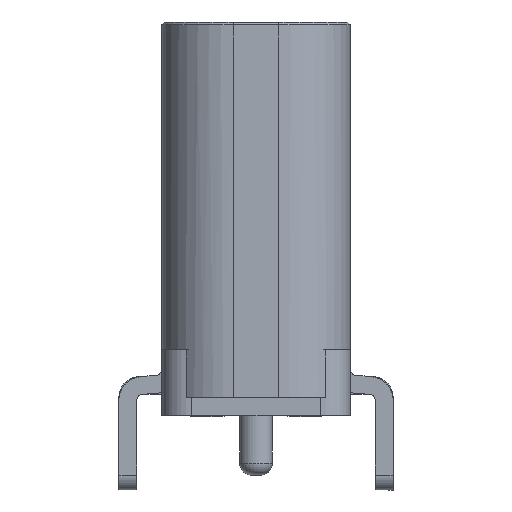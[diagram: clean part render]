
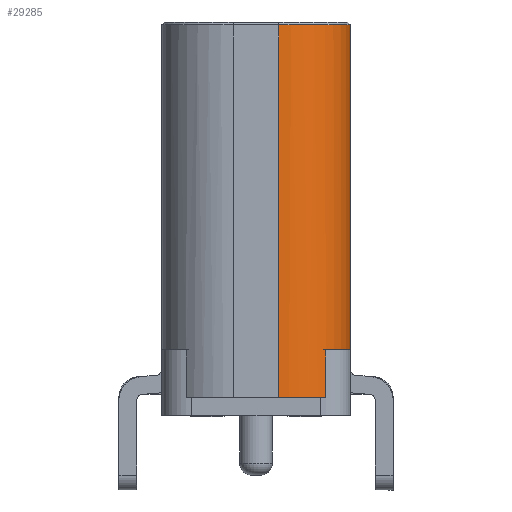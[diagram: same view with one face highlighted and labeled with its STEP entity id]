
A CAD part, left-side view. The second image highlights one B-rep face of the part: STEP entity #29285.
In plain terms, the highlighted cylindrical face has radius 1.2 mm (diameter 2.4 mm), a partial arc.
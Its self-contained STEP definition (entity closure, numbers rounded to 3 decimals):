
#309 = DIRECTION ( 'NONE',  ( 0., 0., 1. ) ) ;
#1205 = EDGE_LOOP ( 'NONE', ( #17883, #18771, #31306, #7044, #5945, #33231 ) ) ;
#1488 = AXIS2_PLACEMENT_3D ( 'NONE', #16400, #6580, #5954 ) ;
#1843 = EDGE_CURVE ( 'NONE', #34226, #7455, #23823, .T. ) ;
#2273 = DIRECTION ( 'NONE',  ( 0., 1., 0. ) ) ;
#2452 = CARTESIAN_POINT ( 'NONE',  ( -4.17, -1.174, -3.025 ) ) ;
#2850 = CARTESIAN_POINT ( 'NONE',  ( -3.27, -1.58, -2.225 ) ) ;
#2894 = CARTESIAN_POINT ( 'NONE',  ( -3.27, -0.38, -2.225 ) ) ;
#3547 = AXIS2_PLACEMENT_3D ( 'NONE', #10335, #26072, #2273 ) ;
#5303 = EDGE_CURVE ( 'NONE', #9763, #15084, #7189, .T. ) ;
#5470 = EDGE_CURVE ( 'NONE', #8876, #34226, #22708, .T. ) ;
#5911 = FACE_OUTER_BOUND ( 'NONE', #1205, .T. ) ;
#5945 = ORIENTED_EDGE ( 'NONE', *, *, #7973, .T. ) ;
#5954 = DIRECTION ( 'NONE',  ( 0., 1., 0. ) ) ;
#6274 = CARTESIAN_POINT ( 'NONE',  ( -4.17, -1.174, -3.025 ) ) ;
#6580 = DIRECTION ( 'NONE',  ( 0., 0., -1. ) ) ;
#7044 = ORIENTED_EDGE ( 'NONE', *, *, #5470, .F. ) ;
#7189 = LINE ( 'NONE', #9452, #21560 ) ;
#7455 = VERTEX_POINT ( 'NONE', #7983 ) ;
#7930 = AXIS2_PLACEMENT_3D ( 'NONE', #2894, #13387, #10966 ) ;
#7973 = EDGE_CURVE ( 'NONE', #8876, #19293, #12203, .T. ) ;
#7983 = CARTESIAN_POINT ( 'NONE',  ( -4.47, -0.38, 3.225 ) ) ;
#8876 = VERTEX_POINT ( 'NONE', #2452 ) ;
#9452 = CARTESIAN_POINT ( 'NONE',  ( -3.27, -1.58, -3.275 ) ) ;
#9763 = VERTEX_POINT ( 'NONE', #24633 ) ;
#10081 = CARTESIAN_POINT ( 'NONE',  ( -4.17, -1.174, -2.225 ) ) ;
#10221 = EDGE_CURVE ( 'NONE', #15084, #19293, #14077, .T. ) ;
#10335 = CARTESIAN_POINT ( 'NONE',  ( -3.27, -0.38, 3.225 ) ) ;
#10966 = DIRECTION ( 'NONE',  ( 0., -1., 0. ) ) ;
#11371 = CIRCLE ( 'NONE', #3547, 1.2 ) ;
#12203 = LINE ( 'NONE', #6274, #22139 ) ;
#12822 = CARTESIAN_POINT ( 'NONE',  ( -4.47, -0.38, 3.275 ) ) ;
#13387 = DIRECTION ( 'NONE',  ( 0., 0., -1. ) ) ;
#14077 = CIRCLE ( 'NONE', #7930, 1.2 ) ;
#14094 = DIRECTION ( 'NONE',  ( -1., 0., 0. ) ) ;
#14187 = AXIS2_PLACEMENT_3D ( 'NONE', #32284, #309, #14094 ) ;
#15084 = VERTEX_POINT ( 'NONE', #2850 ) ;
#16400 = CARTESIAN_POINT ( 'NONE',  ( -3.27, -0.38, -3.025 ) ) ;
#17883 = ORIENTED_EDGE ( 'NONE', *, *, #5303, .F. ) ;
#18771 = ORIENTED_EDGE ( 'NONE', *, *, #25464, .T. ) ;
#18786 = CARTESIAN_POINT ( 'NONE',  ( -4.47, -0.38, -3.025 ) ) ;
#19293 = VERTEX_POINT ( 'NONE', #10081 ) ;
#19918 = DIRECTION ( 'NONE',  ( 0., 0., -1. ) ) ;
#21126 = VECTOR ( 'NONE', #23637, 1000. ) ;
#21560 = VECTOR ( 'NONE', #19918, 1000. ) ;
#22139 = VECTOR ( 'NONE', #22198, 1000. ) ;
#22198 = DIRECTION ( 'NONE',  ( 0., 0., 1. ) ) ;
#22708 = CIRCLE ( 'NONE', #1488, 1.2 ) ;
#23637 = DIRECTION ( 'NONE',  ( 0., 0., 1. ) ) ;
#23823 = LINE ( 'NONE', #12822, #21126 ) ;
#24633 = CARTESIAN_POINT ( 'NONE',  ( -3.27, -1.58, 3.225 ) ) ;
#25464 = EDGE_CURVE ( 'NONE', #9763, #7455, #11371, .T. ) ;
#26072 = DIRECTION ( 'NONE',  ( 0., 0., -1. ) ) ;
#27042 = CYLINDRICAL_SURFACE ( 'NONE', #14187, 1.2 ) ;
#29285 = ADVANCED_FACE ( 'NONE', ( #5911 ), #27042, .T. ) ;
#31306 = ORIENTED_EDGE ( 'NONE', *, *, #1843, .F. ) ;
#32284 = CARTESIAN_POINT ( 'NONE',  ( -3.27, -0.38, 0. ) ) ;
#33231 = ORIENTED_EDGE ( 'NONE', *, *, #10221, .F. ) ;
#34226 = VERTEX_POINT ( 'NONE', #18786 ) ;
